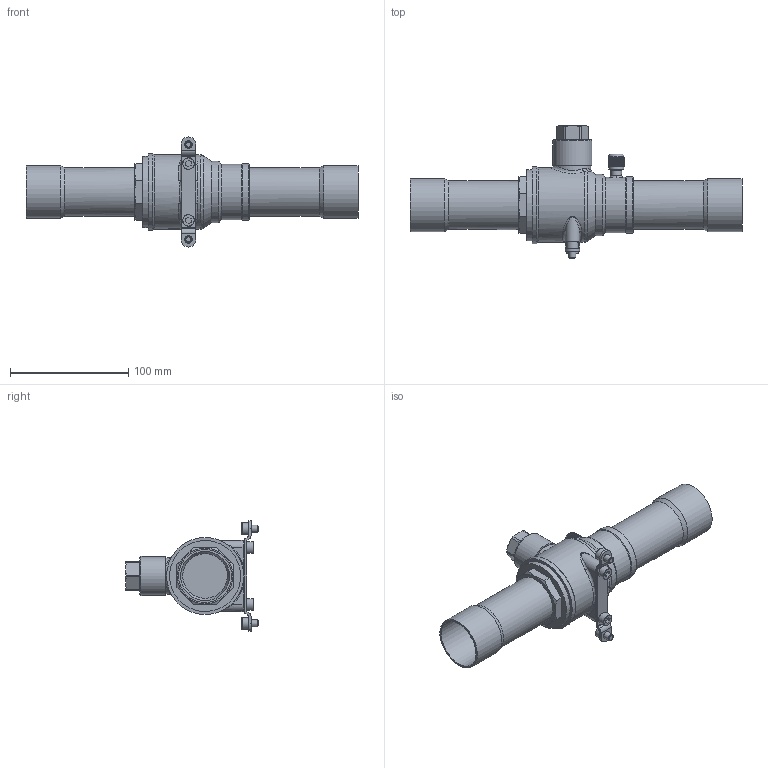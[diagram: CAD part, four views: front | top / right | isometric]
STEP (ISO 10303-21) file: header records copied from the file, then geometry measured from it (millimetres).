
FILE_DESCRIPTION(/* description */ (''),/* implementation_level */ '2;1');
FILE_NAME(/* name */ '009L7058R.stp',/* time_stamp */ '2022-08-08T11:37:36+03:00',/* author */ ('U403152'),/* organization */ (''),/* preprocessor_version */ 'ST-DEVELOPER v18.1',/* originating_system */ 'Autodesk Inventor 2020',/* authorisation */ '');
FILE_SCHEMA (('AUTOMOTIVE_DESIGN { 1 0 10303 214 3 1 1 }'));
Products named in the file (1): Part1
Bounding box: 280.2 x 112.1 x 93 mm (x, y, z)
Volume: 214665.2 mm3; surface area: 94397.9 mm2
Topology: 1 solids, 9 shells, 1928 faces, 5120 edges, 3424 vertices
Faces by surface type: plane 1307, cylinder 398, bspline 166, cone 33, torus 24
Full cylindrical faces by diameter (mm): 5 x2, 6 x4, 6.5 x4, 9 x2, 9.8 x1, 10 x4, 11.1 x1, 12.729 x2, 13.529 x1, 27 x1, 29.5 x1, 33 x1, 37.7 x2, 41.3 x2, 41.5 x2, 44.8 x2, 47 x1, 48 x1, 52 x1, 60 x1, 63 x1, 65 x1
Entity records: 75326 total; most frequent: CARTESIAN_POINT 24087, DIRECTION 10954, ORIENTED_EDGE 10236, EDGE_CURVE 5118, AXIS2_PLACEMENT_3D 4711, VERTEX_POINT 3424, EDGE_LOOP 2150, FACE_OUTER_BOUND 1928
